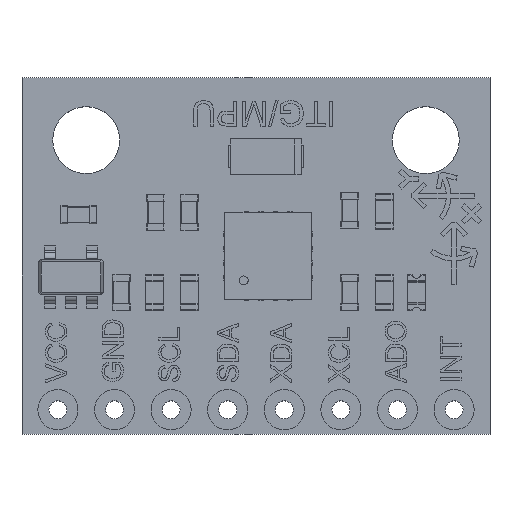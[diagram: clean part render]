
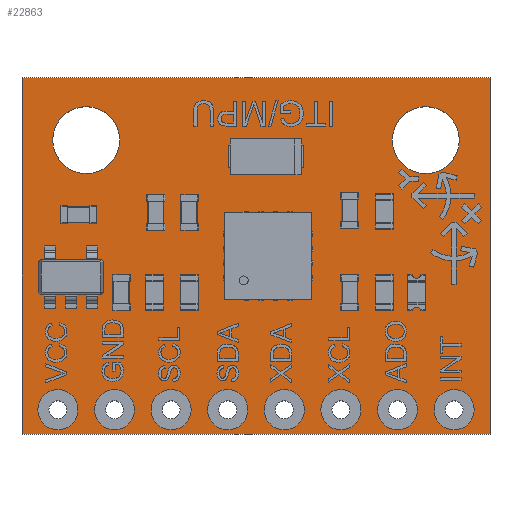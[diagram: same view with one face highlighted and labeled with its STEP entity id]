
A CAD part, top view. The second image highlights one B-rep face of the part: STEP entity #22863.
In plain terms, the highlighted planar face has unit normal (0, 0, 1).
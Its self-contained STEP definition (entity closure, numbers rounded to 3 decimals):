
#1856=FACE_BOUND('',#3802,.T.);
#1857=FACE_BOUND('',#3803,.T.);
#1858=FACE_BOUND('',#3804,.T.);
#1859=FACE_BOUND('',#3805,.T.);
#1860=FACE_BOUND('',#3806,.T.);
#1861=FACE_BOUND('',#3807,.T.);
#1862=FACE_BOUND('',#3808,.T.);
#1863=FACE_BOUND('',#3809,.T.);
#1864=FACE_BOUND('',#3810,.T.);
#1865=FACE_BOUND('',#3811,.T.);
#1942=CIRCLE('',#24623,1.5);
#1944=CIRCLE('',#24626,1.5);
#1946=CIRCLE('',#24629,0.5);
#1948=CIRCLE('',#24632,0.5);
#1950=CIRCLE('',#24635,0.5);
#1952=CIRCLE('',#24638,0.5);
#1954=CIRCLE('',#24641,0.5);
#1956=CIRCLE('',#24644,0.5);
#1958=CIRCLE('',#24647,0.5);
#1960=CIRCLE('',#24650,0.5);
#2514=FACE_OUTER_BOUND('',#3801,.T.);
#3801=EDGE_LOOP('',(#15435,#15436,#15437,#15438));
#3802=EDGE_LOOP('',(#15439));
#3803=EDGE_LOOP('',(#15440));
#3804=EDGE_LOOP('',(#15441));
#3805=EDGE_LOOP('',(#15442));
#3806=EDGE_LOOP('',(#15443));
#3807=EDGE_LOOP('',(#15444));
#3808=EDGE_LOOP('',(#15445));
#3809=EDGE_LOOP('',(#15446));
#3810=EDGE_LOOP('',(#15447));
#3811=EDGE_LOOP('',(#15448));
#5162=LINE('',#31213,#7496);
#5165=LINE('',#31219,#7499);
#5168=LINE('',#31225,#7502);
#5170=LINE('',#31228,#7504);
#7496=VECTOR('',#26042,1.);
#7499=VECTOR('',#26047,1.);
#7502=VECTOR('',#26052,1.);
#7504=VECTOR('',#26056,1.);
#9827=VERTEX_POINT('',#31206);
#9830=VERTEX_POINT('',#31211);
#9832=VERTEX_POINT('',#31217);
#9834=VERTEX_POINT('',#31223);
#9836=VERTEX_POINT('',#31232);
#9838=VERTEX_POINT('',#31238);
#9840=VERTEX_POINT('',#31244);
#9842=VERTEX_POINT('',#31250);
#9844=VERTEX_POINT('',#31256);
#9846=VERTEX_POINT('',#31262);
#9848=VERTEX_POINT('',#31268);
#9850=VERTEX_POINT('',#31274);
#9852=VERTEX_POINT('',#31280);
#9854=VERTEX_POINT('',#31286);
#12038=EDGE_CURVE('',#9827,#9830,#5162,.T.);
#12041=EDGE_CURVE('',#9830,#9832,#5165,.T.);
#12044=EDGE_CURVE('',#9832,#9834,#5168,.T.);
#12046=EDGE_CURVE('',#9834,#9827,#5170,.T.);
#12049=EDGE_CURVE('',#9836,#9836,#1942,.T.);
#12052=EDGE_CURVE('',#9838,#9838,#1944,.T.);
#12055=EDGE_CURVE('',#9840,#9840,#1946,.T.);
#12058=EDGE_CURVE('',#9842,#9842,#1948,.T.);
#12061=EDGE_CURVE('',#9844,#9844,#1950,.T.);
#12064=EDGE_CURVE('',#9846,#9846,#1952,.T.);
#12067=EDGE_CURVE('',#9848,#9848,#1954,.T.);
#12070=EDGE_CURVE('',#9850,#9850,#1956,.T.);
#12073=EDGE_CURVE('',#9852,#9852,#1958,.T.);
#12076=EDGE_CURVE('',#9854,#9854,#1960,.T.);
#15435=ORIENTED_EDGE('',*,*,#12038,.T.);
#15436=ORIENTED_EDGE('',*,*,#12041,.T.);
#15437=ORIENTED_EDGE('',*,*,#12044,.T.);
#15438=ORIENTED_EDGE('',*,*,#12046,.T.);
#15439=ORIENTED_EDGE('',*,*,#12049,.F.);
#15440=ORIENTED_EDGE('',*,*,#12052,.F.);
#15441=ORIENTED_EDGE('',*,*,#12055,.F.);
#15442=ORIENTED_EDGE('',*,*,#12058,.F.);
#15443=ORIENTED_EDGE('',*,*,#12061,.F.);
#15444=ORIENTED_EDGE('',*,*,#12064,.F.);
#15445=ORIENTED_EDGE('',*,*,#12067,.F.);
#15446=ORIENTED_EDGE('',*,*,#12070,.F.);
#15447=ORIENTED_EDGE('',*,*,#12073,.F.);
#15448=ORIENTED_EDGE('',*,*,#12076,.F.);
#22071=PLANE('',#24651);
#22863=ADVANCED_FACE('',(#2514,#1856,#1857,#1858,#1859,#1860,#1861,#1862,
#1863,#1864,#1865),#22071,.T.);
#24623=AXIS2_PLACEMENT_3D('',#31234,#26062,#26063);
#24626=AXIS2_PLACEMENT_3D('',#31240,#26069,#26070);
#24629=AXIS2_PLACEMENT_3D('',#31246,#26076,#26077);
#24632=AXIS2_PLACEMENT_3D('',#31252,#26083,#26084);
#24635=AXIS2_PLACEMENT_3D('',#31258,#26090,#26091);
#24638=AXIS2_PLACEMENT_3D('',#31264,#26097,#26098);
#24641=AXIS2_PLACEMENT_3D('',#31270,#26104,#26105);
#24644=AXIS2_PLACEMENT_3D('',#31276,#26111,#26112);
#24647=AXIS2_PLACEMENT_3D('',#31282,#26118,#26119);
#24650=AXIS2_PLACEMENT_3D('',#31288,#26125,#26126);
#24651=AXIS2_PLACEMENT_3D('',#31289,#26127,#26128);
#26042=DIRECTION('',(0.,-1.,0.));
#26047=DIRECTION('',(1.,0.,0.));
#26052=DIRECTION('',(0.,1.,0.));
#26056=DIRECTION('',(-1.,0.,0.));
#26062=DIRECTION('center_axis',(0.,0.,1.));
#26063=DIRECTION('ref_axis',(1.,0.,0.));
#26069=DIRECTION('center_axis',(0.,0.,1.));
#26070=DIRECTION('ref_axis',(1.,0.,0.));
#26076=DIRECTION('center_axis',(0.,0.,1.));
#26077=DIRECTION('ref_axis',(1.,0.,0.));
#26083=DIRECTION('center_axis',(0.,0.,1.));
#26084=DIRECTION('ref_axis',(1.,0.,0.));
#26090=DIRECTION('center_axis',(0.,0.,1.));
#26091=DIRECTION('ref_axis',(1.,0.,0.));
#26097=DIRECTION('center_axis',(0.,0.,1.));
#26098=DIRECTION('ref_axis',(1.,0.,0.));
#26104=DIRECTION('center_axis',(0.,0.,1.));
#26105=DIRECTION('ref_axis',(1.,0.,0.));
#26111=DIRECTION('center_axis',(0.,0.,1.));
#26112=DIRECTION('ref_axis',(1.,0.,0.));
#26118=DIRECTION('center_axis',(0.,0.,1.));
#26119=DIRECTION('ref_axis',(1.,0.,0.));
#26125=DIRECTION('center_axis',(0.,0.,1.));
#26126=DIRECTION('ref_axis',(1.,0.,0.));
#26127=DIRECTION('center_axis',(0.,0.,1.));
#26128=DIRECTION('ref_axis',(1.,0.,0.));
#31206=CARTESIAN_POINT('',(-10.5,8.,0.));
#31211=CARTESIAN_POINT('',(-10.5,-8.,0.));
#31213=CARTESIAN_POINT('',(-10.5,8.,0.));
#31217=CARTESIAN_POINT('',(10.5,-8.,0.));
#31219=CARTESIAN_POINT('',(-10.5,-8.,0.));
#31223=CARTESIAN_POINT('',(10.5,8.,0.));
#31225=CARTESIAN_POINT('',(10.5,-8.,0.));
#31228=CARTESIAN_POINT('',(10.5,8.,0.));
#31232=CARTESIAN_POINT('',(6.12,5.2,0.));
#31234=CARTESIAN_POINT('Origin',(7.62,5.2,0.));
#31238=CARTESIAN_POINT('',(-9.12,5.2,0.));
#31240=CARTESIAN_POINT('Origin',(-7.62,5.2,0.));
#31244=CARTESIAN_POINT('',(8.39,-6.9,0.));
#31246=CARTESIAN_POINT('Origin',(8.89,-6.9,0.));
#31250=CARTESIAN_POINT('',(5.85,-6.9,0.));
#31252=CARTESIAN_POINT('Origin',(6.35,-6.9,0.));
#31256=CARTESIAN_POINT('',(3.31,-6.9,0.));
#31258=CARTESIAN_POINT('Origin',(3.81,-6.9,0.));
#31262=CARTESIAN_POINT('',(0.77,-6.9,0.));
#31264=CARTESIAN_POINT('Origin',(1.27,-6.9,0.));
#31268=CARTESIAN_POINT('',(-1.77,-6.9,0.));
#31270=CARTESIAN_POINT('Origin',(-1.27,-6.9,0.));
#31274=CARTESIAN_POINT('',(-4.31,-6.9,0.));
#31276=CARTESIAN_POINT('Origin',(-3.81,-6.9,0.));
#31280=CARTESIAN_POINT('',(-6.85,-6.9,0.));
#31282=CARTESIAN_POINT('Origin',(-6.35,-6.9,0.));
#31286=CARTESIAN_POINT('',(-9.39,-6.9,0.));
#31288=CARTESIAN_POINT('Origin',(-8.89,-6.9,0.));
#31289=CARTESIAN_POINT('Origin',(0.,-0.565,0.));
